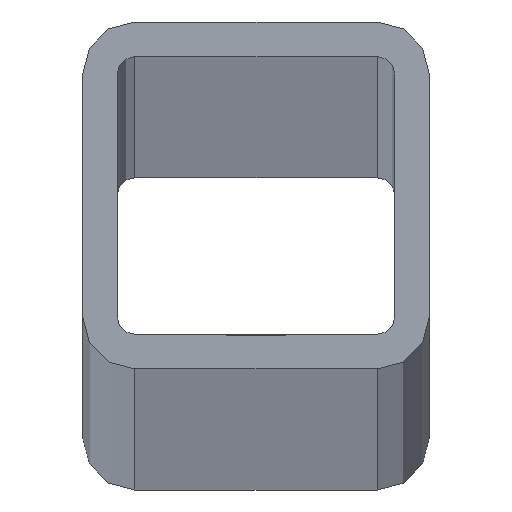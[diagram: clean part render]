
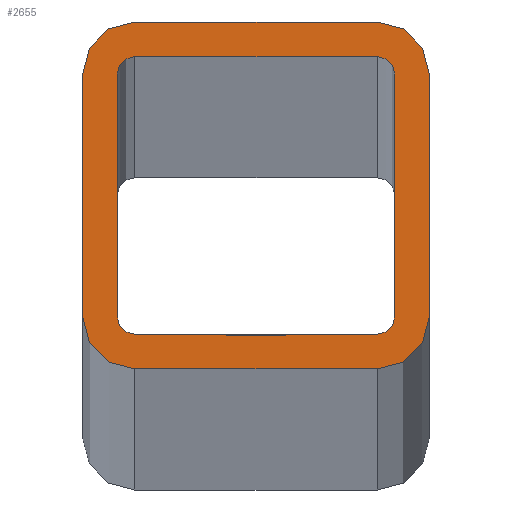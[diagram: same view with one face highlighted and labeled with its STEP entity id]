
A CAD part, top view. The second image highlights one B-rep face of the part: STEP entity #2655.
In plain terms, the highlighted planar face has unit normal (0, 0, 1).
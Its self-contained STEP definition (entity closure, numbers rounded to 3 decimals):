
#252 = CARTESIAN_POINT ( 'NONE',  ( -15., 15., 0. ) ) ;
#259 = CIRCLE ( 'NONE', #5610, 1.5 ) ;
#369 = PLANE ( 'NONE',  #6936 ) ;
#411 = VECTOR ( 'NONE', #13157, 1000. ) ;
#700 = ORIENTED_EDGE ( 'NONE', *, *, #6881, .F. ) ;
#719 = EDGE_CURVE ( 'NONE', #4390, #12197, #11643, .T. ) ;
#845 = DIRECTION ( 'NONE',  ( 1., 0., 0. ) ) ;
#903 = FACE_BOUND ( 'NONE', #13908, .T. ) ;
#1143 = VERTEX_POINT ( 'NONE', #11644 ) ;
#1259 = CARTESIAN_POINT ( 'NONE',  ( -15., -15., 0. ) ) ;
#1323 = ORIENTED_EDGE ( 'NONE', *, *, #7754, .T. ) ;
#1331 = CARTESIAN_POINT ( 'NONE',  ( 12., -10.5, 0. ) ) ;
#1377 = VERTEX_POINT ( 'NONE', #7998 ) ;
#1450 = DIRECTION ( 'NONE',  ( 1., 0., 0. ) ) ;
#1487 = AXIS2_PLACEMENT_3D ( 'NONE', #9745, #3299, #5449 ) ;
#1729 = CARTESIAN_POINT ( 'NONE',  ( -10.5, -10.5, 0. ) ) ;
#2192 = EDGE_CURVE ( 'NONE', #2637, #10403, #3264, .T. ) ;
#2472 = ORIENTED_EDGE ( 'NONE', *, *, #719, .T. ) ;
#2529 = CARTESIAN_POINT ( 'NONE',  ( -12., 10.5, 0. ) ) ;
#2576 = CARTESIAN_POINT ( 'NONE',  ( 10.5, -12., 0. ) ) ;
#2606 = CARTESIAN_POINT ( 'NONE',  ( 10.5, 10.5, 0. ) ) ;
#2637 = VERTEX_POINT ( 'NONE', #2529 ) ;
#2655 = ADVANCED_FACE ( 'NONE', ( #903, #8934 ), #369, .T. ) ;
#2969 = DIRECTION ( 'NONE',  ( 0., 1., 0. ) ) ;
#3058 = CARTESIAN_POINT ( 'NONE',  ( -15., 10.5, 0. ) ) ;
#3264 = LINE ( 'NONE', #12828, #411 ) ;
#3263 = CARTESIAN_POINT ( 'NONE',  ( 10.5, -15., 0. ) ) ;
#3299 = DIRECTION ( 'NONE',  ( 0., 0., 1. ) ) ;
#3361 = CARTESIAN_POINT ( 'NONE',  ( -15., 15., 0. ) ) ;
#3367 = VECTOR ( 'NONE', #1450, 1000. ) ;
#3366 = CARTESIAN_POINT ( 'NONE',  ( -15., -10.5, 0. ) ) ;
#3593 = ORIENTED_EDGE ( 'NONE', *, *, #9710, .T. ) ;
#3917 = ORIENTED_EDGE ( 'NONE', *, *, #4718, .F. ) ;
#4074 = DIRECTION ( 'NONE',  ( 1., 0., 0. ) ) ;
#4284 = CIRCLE ( 'NONE', #1487, 4.5 ) ;
#4285 = CARTESIAN_POINT ( 'NONE',  ( 0., -12., 0. ) ) ;
#4390 = VERTEX_POINT ( 'NONE', #3263 ) ;
#4560 = CARTESIAN_POINT ( 'NONE',  ( -10.5, -10.5, 0. ) ) ;
#4663 = CIRCLE ( 'NONE', #9502, 1.5 ) ;
#4718 = EDGE_CURVE ( 'NONE', #5592, #6982, #7069, .T. ) ;
#4746 = DIRECTION ( 'NONE',  ( 0., 0., 1. ) ) ;
#4811 = VECTOR ( 'NONE', #11753, 1000. ) ;
#4819 = DIRECTION ( 'NONE',  ( 1., 0., 0. ) ) ;
#4888 = CARTESIAN_POINT ( 'NONE',  ( -10.5, 12., 0. ) ) ;
#4959 = AXIS2_PLACEMENT_3D ( 'NONE', #4560, #4746, #5900 ) ;
#4969 = LINE ( 'NONE', #4285, #4811 ) ;
#4970 = CARTESIAN_POINT ( 'NONE',  ( 0., 0., 0. ) ) ;
#5005 = CARTESIAN_POINT ( 'NONE',  ( 15., 10.5, 0. ) ) ;
#5207 = DIRECTION ( 'NONE',  ( 0., 0., 1. ) ) ;
#5219 = CARTESIAN_POINT ( 'NONE',  ( 0., 12., 0. ) ) ;
#5262 = CIRCLE ( 'NONE', #11740, 4.5 ) ;
#5328 = ORIENTED_EDGE ( 'NONE', *, *, #8247, .T. ) ;
#5449 = DIRECTION ( 'NONE',  ( 1., 0., 0. ) ) ;
#5531 = DIRECTION ( 'NONE',  ( 0., 0., 1. ) ) ;
#5592 = VERTEX_POINT ( 'NONE', #9682 ) ;
#5610 = AXIS2_PLACEMENT_3D ( 'NONE', #6185, #5207, #845 ) ;
#5657 = CARTESIAN_POINT ( 'NONE',  ( -10.5, -12., 0. ) ) ;
#5900 = DIRECTION ( 'NONE',  ( 1., 0., 0. ) ) ;
#6014 = ORIENTED_EDGE ( 'NONE', *, *, #12968, .F. ) ;
#6070 = EDGE_CURVE ( 'NONE', #10426, #13824, #10900, .T. ) ;
#6118 = LINE ( 'NONE', #12501, #13672 ) ;
#6185 = CARTESIAN_POINT ( 'NONE',  ( 10.5, -10.5, 0. ) ) ;
#6356 = VECTOR ( 'NONE', #12042, 1000. ) ;
#6533 = AXIS2_PLACEMENT_3D ( 'NONE', #1729, #6980, #13293 ) ;
#6538 = CIRCLE ( 'NONE', #6533, 1.5 ) ;
#6790 = EDGE_CURVE ( 'NONE', #1143, #4390, #12734, .T. ) ;
#6881 = EDGE_CURVE ( 'NONE', #10403, #8651, #6538, .T. ) ;
#6936 = AXIS2_PLACEMENT_3D ( 'NONE', #4970, #13433, #9207 ) ;
#6971 = ORIENTED_EDGE ( 'NONE', *, *, #12384, .T. ) ;
#6980 = DIRECTION ( 'NONE',  ( 0., 0., 1. ) ) ;
#6982 = VERTEX_POINT ( 'NONE', #4888 ) ;
#7034 = LINE ( 'NONE', #252, #6356 ) ;
#7069 = LINE ( 'NONE', #5219, #9736 ) ;
#7435 = ORIENTED_EDGE ( 'NONE', *, *, #13332, .F. ) ;
#7625 = CARTESIAN_POINT ( 'NONE',  ( -10.5, 15., 0. ) ) ;
#7754 = EDGE_CURVE ( 'NONE', #12197, #9919, #13920, .T. ) ;
#7798 = ORIENTED_EDGE ( 'NONE', *, *, #11562, .F. ) ;
#7851 = DIRECTION ( 'NONE',  ( 0., 0., 1. ) ) ;
#7990 = CIRCLE ( 'NONE', #13569, 1.5 ) ;
#7998 = CARTESIAN_POINT ( 'NONE',  ( 10.5, 15., 0. ) ) ;
#8181 = VERTEX_POINT ( 'NONE', #11940 ) ;
#8247 = EDGE_CURVE ( 'NONE', #1377, #10659, #7034, .T. ) ;
#8325 = CARTESIAN_POINT ( 'NONE',  ( 10.5, 10.5, 0. ) ) ;
#8371 = ORIENTED_EDGE ( 'NONE', *, *, #6070, .T. ) ;
#8395 = ORIENTED_EDGE ( 'NONE', *, *, #12771, .F. ) ;
#8651 = VERTEX_POINT ( 'NONE', #5657 ) ;
#8876 = CARTESIAN_POINT ( 'NONE',  ( 15., 15., 0. ) ) ;
#8894 = VECTOR ( 'NONE', #12000, 1000. ) ;
#8934 = FACE_OUTER_BOUND ( 'NONE', #10079, .T. ) ;
#9166 = ORIENTED_EDGE ( 'NONE', *, *, #6790, .T. ) ;
#9207 = DIRECTION ( 'NONE',  ( 1., 0., 0. ) ) ;
#9361 = CARTESIAN_POINT ( 'NONE',  ( -12., -10.5, 0. ) ) ;
#9396 = DIRECTION ( 'NONE',  ( 0., 0., 1. ) ) ;
#9502 = AXIS2_PLACEMENT_3D ( 'NONE', #12096, #12198, #4819 ) ;
#9682 = CARTESIAN_POINT ( 'NONE',  ( 10.5, 12., 0. ) ) ;
#9710 = EDGE_CURVE ( 'NONE', #9919, #1377, #5262, .T. ) ;
#9736 = VECTOR ( 'NONE', #13656, 1000. ) ;
#9745 = CARTESIAN_POINT ( 'NONE',  ( -10.5, 10.5, 0. ) ) ;
#9880 = AXIS2_PLACEMENT_3D ( 'NONE', #11923, #5531, #13012 ) ;
#9919 = VERTEX_POINT ( 'NONE', #5005 ) ;
#10079 = EDGE_LOOP ( 'NONE', ( #5328, #6971, #8371, #12458, #9166, #2472, #1323, #3593 ) ) ;
#10403 = VERTEX_POINT ( 'NONE', #9361 ) ;
#10426 = VERTEX_POINT ( 'NONE', #3058 ) ;
#10659 = VERTEX_POINT ( 'NONE', #7625 ) ;
#10687 = EDGE_CURVE ( 'NONE', #13824, #1143, #11511, .T. ) ;
#10900 = LINE ( 'NONE', #3361, #8894 ) ;
#10978 = ORIENTED_EDGE ( 'NONE', *, *, #2192, .F. ) ;
#11057 = VECTOR ( 'NONE', #11956, 1000. ) ;
#11142 = VERTEX_POINT ( 'NONE', #2576 ) ;
#11213 = DIRECTION ( 'NONE',  ( 1., 0., 0. ) ) ;
#11511 = CIRCLE ( 'NONE', #4959, 4.5 ) ;
#11521 = EDGE_CURVE ( 'NONE', #8181, #5592, #7990, .T. ) ;
#11562 = EDGE_CURVE ( 'NONE', #6982, #2637, #4663, .T. ) ;
#11643 = CIRCLE ( 'NONE', #9880, 4.5 ) ;
#11644 = CARTESIAN_POINT ( 'NONE',  ( -10.5, -15., 0. ) ) ;
#11740 = AXIS2_PLACEMENT_3D ( 'NONE', #8325, #9396, #4074 ) ;
#11753 = DIRECTION ( 'NONE',  ( 1., 0., 0. ) ) ;
#11923 = CARTESIAN_POINT ( 'NONE',  ( 10.5, -10.5, 0. ) ) ;
#11940 = CARTESIAN_POINT ( 'NONE',  ( 12., 10.5, 0. ) ) ;
#11956 = DIRECTION ( 'NONE',  ( 0., 1., 0. ) ) ;
#12000 = DIRECTION ( 'NONE',  ( 0., -1., 0. ) ) ;
#12042 = DIRECTION ( 'NONE',  ( -1., 0., 0. ) ) ;
#12096 = CARTESIAN_POINT ( 'NONE',  ( -10.5, 10.5, 0. ) ) ;
#12135 = ORIENTED_EDGE ( 'NONE', *, *, #11521, .F. ) ;
#12197 = VERTEX_POINT ( 'NONE', #13227 ) ;
#12198 = DIRECTION ( 'NONE',  ( 0., 0., 1. ) ) ;
#12384 = EDGE_CURVE ( 'NONE', #10659, #10426, #4284, .T. ) ;
#12458 = ORIENTED_EDGE ( 'NONE', *, *, #10687, .T. ) ;
#12501 = CARTESIAN_POINT ( 'NONE',  ( 12., 0., 0. ) ) ;
#12734 = LINE ( 'NONE', #1259, #3367 ) ;
#12771 = EDGE_CURVE ( 'NONE', #8651, #11142, #4969, .T. ) ;
#12828 = CARTESIAN_POINT ( 'NONE',  ( -12., 0., 0. ) ) ;
#12968 = EDGE_CURVE ( 'NONE', #11142, #13184, #259, .T. ) ;
#13012 = DIRECTION ( 'NONE',  ( 1., 0., 0. ) ) ;
#13157 = DIRECTION ( 'NONE',  ( 0., -1., 0. ) ) ;
#13184 = VERTEX_POINT ( 'NONE', #1331 ) ;
#13227 = CARTESIAN_POINT ( 'NONE',  ( 15., -10.5, 0. ) ) ;
#13293 = DIRECTION ( 'NONE',  ( 1., 0., 0. ) ) ;
#13332 = EDGE_CURVE ( 'NONE', #13184, #8181, #6118, .T. ) ;
#13433 = DIRECTION ( 'NONE',  ( 0., 0., 1. ) ) ;
#13569 = AXIS2_PLACEMENT_3D ( 'NONE', #2606, #7851, #11213 ) ;
#13656 = DIRECTION ( 'NONE',  ( -1., 0., 0. ) ) ;
#13672 = VECTOR ( 'NONE', #2969, 1000. ) ;
#13824 = VERTEX_POINT ( 'NONE', #3366 ) ;
#13908 = EDGE_LOOP ( 'NONE', ( #3917, #12135, #7435, #6014, #8395, #700, #10978, #7798 ) ) ;
#13920 = LINE ( 'NONE', #8876, #11057 ) ;
